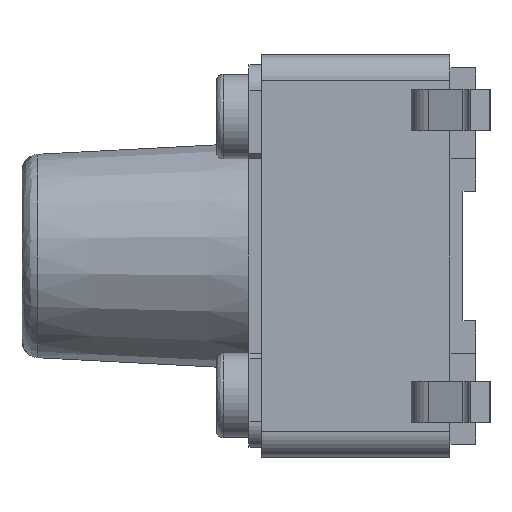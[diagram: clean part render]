
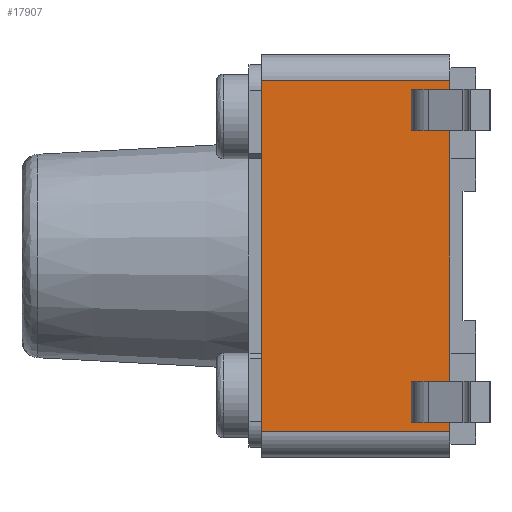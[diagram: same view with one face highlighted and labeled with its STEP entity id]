
A CAD part, left-side view. The second image highlights one B-rep face of the part: STEP entity #17907.
In plain terms, the highlighted planar face has unit normal (-1, 0, 0).
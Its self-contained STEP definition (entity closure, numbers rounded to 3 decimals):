
#1742 = DIRECTION ( 'NONE',  ( 0., -1., 0. ) ) ;
#2950 = EDGE_CURVE ( 'NONE', #20422, #18004, #17629, .T. ) ;
#3227 = CARTESIAN_POINT ( 'NONE',  ( -3.1, 3.3, -2.7 ) ) ;
#3353 = EDGE_CURVE ( 'NONE', #16638, #4717, #17087, .T. ) ;
#4087 = EDGE_CURVE ( 'NONE', #20422, #4717, #14307, .T. ) ;
#4203 = CARTESIAN_POINT ( 'NONE',  ( -3.1, 1.85, 0. ) ) ;
#4414 = DIRECTION ( 'NONE',  ( 1., 0., 0. ) ) ;
#4717 = VERTEX_POINT ( 'NONE', #3227 ) ;
#5525 = VECTOR ( 'NONE', #19779, 1000. ) ;
#5874 = EDGE_LOOP ( 'NONE', ( #19143, #9749, #10997, #18510 ) ) ;
#6396 = CARTESIAN_POINT ( 'NONE',  ( -3.1, 0.4, 0. ) ) ;
#8510 = VECTOR ( 'NONE', #14979, 1000. ) ;
#9749 = ORIENTED_EDGE ( 'NONE', *, *, #10540, .T. ) ;
#10540 = EDGE_CURVE ( 'NONE', #16638, #18004, #12604, .T. ) ;
#10997 = ORIENTED_EDGE ( 'NONE', *, *, #2950, .F. ) ;
#11015 = DIRECTION ( 'NONE',  ( 0., 0., -1. ) ) ;
#11185 = VECTOR ( 'NONE', #17703, 1000. ) ;
#12604 = LINE ( 'NONE', #6396, #5525 ) ;
#13176 = CARTESIAN_POINT ( 'NONE',  ( -3.1, 0.4, 2.7 ) ) ;
#13679 = CARTESIAN_POINT ( 'NONE',  ( -3.1, 3.358, -2.7 ) ) ;
#13809 = AXIS2_PLACEMENT_3D ( 'NONE', #4203, #4414, #11015 ) ;
#14307 = LINE ( 'NONE', #19220, #11185 ) ;
#14421 = PLANE ( 'NONE',  #13809 ) ;
#14979 = DIRECTION ( 'NONE',  ( 0., 1., 0. ) ) ;
#16638 = VERTEX_POINT ( 'NONE', #20324 ) ;
#16790 = CARTESIAN_POINT ( 'NONE',  ( -3.1, 1.85, 2.7 ) ) ;
#17087 = LINE ( 'NONE', #13679, #8510 ) ;
#17629 = LINE ( 'NONE', #16790, #20497 ) ;
#17703 = DIRECTION ( 'NONE',  ( 0., 0., -1. ) ) ;
#17907 = ADVANCED_FACE ( 'NONE', ( #19322 ), #14421, .F. ) ;
#18004 = VERTEX_POINT ( 'NONE', #13176 ) ;
#18510 = ORIENTED_EDGE ( 'NONE', *, *, #4087, .T. ) ;
#19143 = ORIENTED_EDGE ( 'NONE', *, *, #3353, .F. ) ;
#19220 = CARTESIAN_POINT ( 'NONE',  ( -3.1, 3.3, -2.7 ) ) ;
#19322 = FACE_OUTER_BOUND ( 'NONE', #5874, .T. ) ;
#19779 = DIRECTION ( 'NONE',  ( 0., 0., 1. ) ) ;
#19786 = CARTESIAN_POINT ( 'NONE',  ( -3.1, 3.3, 2.7 ) ) ;
#20324 = CARTESIAN_POINT ( 'NONE',  ( -3.1, 0.4, -2.7 ) ) ;
#20422 = VERTEX_POINT ( 'NONE', #19786 ) ;
#20497 = VECTOR ( 'NONE', #1742, 1000. ) ;
